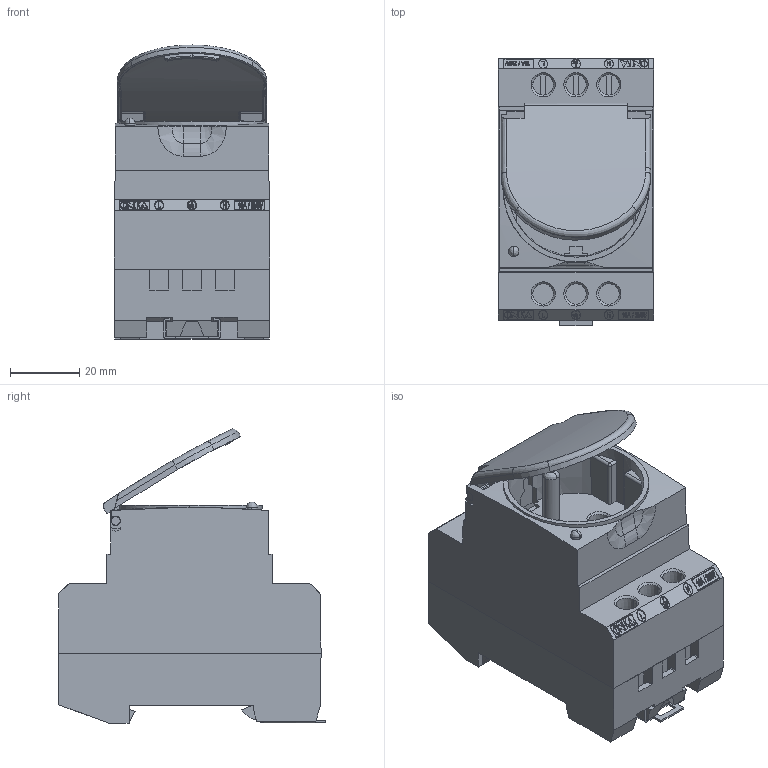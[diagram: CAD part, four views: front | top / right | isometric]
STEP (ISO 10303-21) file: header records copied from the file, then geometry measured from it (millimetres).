
FILE_DESCRIPTION (( 'STEP AP203' ), '1' );
FILE_NAME ('7166.STEP', '2020-08-20T14:46:00', ( '' ), ( '' ), 'SwSTEP 2.0', 'SolidWorks 2011', '' );
FILE_SCHEMA (( 'CONFIG_CONTROL_DESIGN' ));
Length unit declared in the file: millimetre
Products named in the file (1): 7166
Bounding box: 45 x 77.34 x 85.06 mm (x, y, z)
Volume: 130186.8 mm3; surface area: 42050.5 mm2
Topology: 1 solids, 6 shells, 1280 faces, 3492 edges, 2294 vertices
Faces by surface type: plane 764, bspline 244, cylinder 201, cone 71
Entity records: 62235 total; most frequent: CARTESIAN_POINT 32566, ORIENTED_EDGE 6958, DIRECTION 4697, EDGE_CURVE 3479, VERTEX_POINT 2294, VECTOR 2263, LINE 2263, EDGE_LOOP 1387
